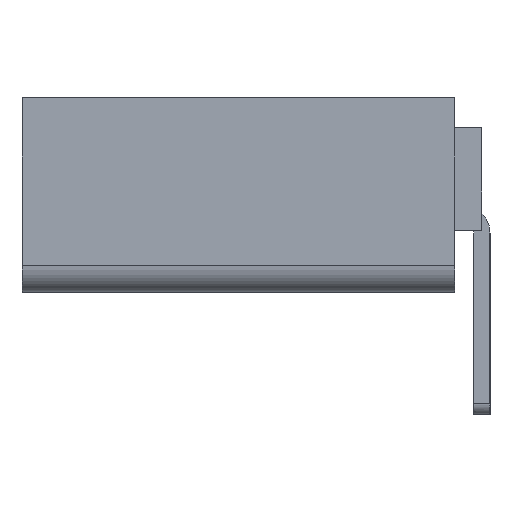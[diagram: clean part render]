
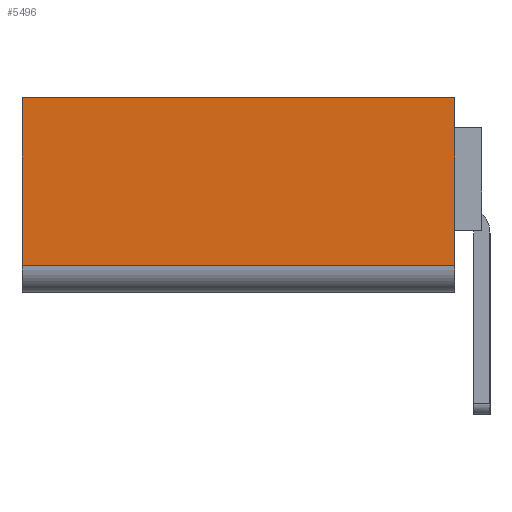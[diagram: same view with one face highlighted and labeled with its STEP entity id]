
A CAD part, left-side view. The second image highlights one B-rep face of the part: STEP entity #5496.
In plain terms, the highlighted planar face has unit normal (-1, 0, 0).
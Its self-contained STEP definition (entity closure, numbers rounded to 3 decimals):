
#1088=CARTESIAN_POINT('',(0.,8.5,0.));
#1089=VERTEX_POINT('',#1088);
#1099=CARTESIAN_POINT('',(0.,0.5,0.));
#1100=VERTEX_POINT('',#1099);
#1101=CARTESIAN_POINT('',(0.,8.5,0.));
#1102=CARTESIAN_POINT('',(0.,6.9,0.));
#1103=CARTESIAN_POINT('',(0.,5.3,0.));
#1104=CARTESIAN_POINT('',(0.,3.7,0.));
#1105=CARTESIAN_POINT('',(0.,2.1,0.));
#1106=CARTESIAN_POINT('',(0.,0.5,0.));
#1107=B_SPLINE_CURVE_WITH_KNOTS('',5,(#1101,#1102,#1103,#1104,#1105,#1106),.UNSPECIFIED.,.F.,.U.,(6,6),(0.,8.),.UNSPECIFIED.);
#1108=EDGE_CURVE('',#1089,#1100,#1107,.T.);
#4108=CARTESIAN_POINT('',(0.,8.5,-3.1));
#4109=VERTEX_POINT('',#4108);
#4140=CARTESIAN_POINT('',(0.,8.5,0.));
#4141=CARTESIAN_POINT('',(0.,8.5,-0.62));
#4142=CARTESIAN_POINT('',(0.,8.5,-1.24));
#4143=CARTESIAN_POINT('',(0.,8.5,-1.86));
#4144=CARTESIAN_POINT('',(0.,8.5,-2.48));
#4145=CARTESIAN_POINT('',(0.,8.5,-3.1));
#4146=B_SPLINE_CURVE_WITH_KNOTS('',5,(#4140,#4141,#4142,#4143,#4144,#4145),.UNSPECIFIED.,.F.,.U.,(6,6),(0.,3.1),.UNSPECIFIED.);
#4147=EDGE_CURVE('',#1089,#4109,#4146,.T.);
#4446=CARTESIAN_POINT('',(0.,0.5,-3.1));
#4447=VERTEX_POINT('',#4446);
#4448=CARTESIAN_POINT('',(0.,0.5,0.));
#4449=CARTESIAN_POINT('',(0.,0.5,-0.62));
#4450=CARTESIAN_POINT('',(0.,0.5,-1.24));
#4451=CARTESIAN_POINT('',(0.,0.5,-1.86));
#4452=CARTESIAN_POINT('',(0.,0.5,-2.48));
#4453=CARTESIAN_POINT('',(0.,0.5,-3.1));
#4454=B_SPLINE_CURVE_WITH_KNOTS('',5,(#4448,#4449,#4450,#4451,#4452,#4453),.UNSPECIFIED.,.F.,.U.,(6,6),(0.,3.1),.UNSPECIFIED.);
#4455=EDGE_CURVE('',#1100,#4447,#4454,.T.);
#5472=CARTESIAN_POINT('',(0.,8.5,-3.1));
#5473=CARTESIAN_POINT('',(0.,6.9,-3.1));
#5474=CARTESIAN_POINT('',(0.,5.3,-3.1));
#5475=CARTESIAN_POINT('',(0.,3.7,-3.1));
#5476=CARTESIAN_POINT('',(0.,2.1,-3.1));
#5477=CARTESIAN_POINT('',(0.,0.5,-3.1));
#5478=B_SPLINE_CURVE_WITH_KNOTS('',5,(#5472,#5473,#5474,#5475,#5476,#5477),.UNSPECIFIED.,.F.,.U.,(6,6),(0.,8.),.UNSPECIFIED.);
#5479=EDGE_CURVE('',#4109,#4447,#5478,.T.);
#5485=CARTESIAN_POINT('',(0.,4.5,-1.55));
#5486=DIRECTION('',(0.,0.,1.));
#5487=DIRECTION('',(-1.,0.,0.));
#5488=AXIS2_PLACEMENT_3D('',#5485,#5487,#5486);
#5489=PLANE('',#5488);
#5490=ORIENTED_EDGE('',*,*,#1108,.F.);
#5491=ORIENTED_EDGE('',*,*,#4147,.T.);
#5492=ORIENTED_EDGE('',*,*,#5479,.T.);
#5493=ORIENTED_EDGE('',*,*,#4455,.F.);
#5494=EDGE_LOOP('',(#5490,#5491,#5492,#5493));
#5495=FACE_OUTER_BOUND('',#5494,.T.);
#5496=ADVANCED_FACE('',(#5495),#5489,.T.);
